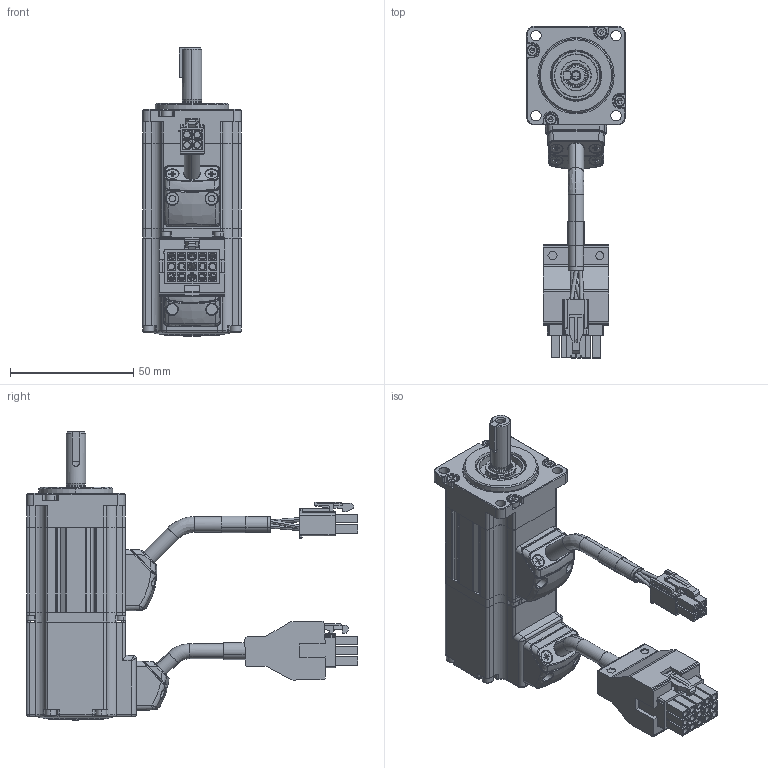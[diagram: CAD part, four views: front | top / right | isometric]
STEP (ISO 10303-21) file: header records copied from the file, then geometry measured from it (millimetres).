
FILE_DESCRIPTION (( 'STEP AP203' ), '1' );
FILE_NAME ('SM0401AE2-KCD-NNV15(-A).STEP', '2015-05-06T11:28:20', ( 'User' ), ( 'Microsoft' ), 'SwSTEP 2.0', 'SolidWorks 2007', '' );
FILE_SCHEMA (( 'CONFIG_CONTROL_DESIGN' ));
Length unit declared in the file: millimetre
Products named in the file (1): SM0401AE2-KCD-NNV15(-A)
Bounding box: 40 x 134.73 x 117 mm (x, y, z)
Surface area: 38850.1 mm2 (no closed solid volume)
Topology: 0 solids, 48 shells, 1125 faces, 3355 edges, 2221 vertices
Faces by surface type: plane 550, cylinder 318, cone 100, bspline 75, torus 64, sphere 18
Entity records: 41280 total; most frequent: CARTESIAN_POINT 11435, DIRECTION 6228, ORIENTED_EDGE 5804, EDGE_CURVE 3331, VERTEX_POINT 2221, VECTOR 2080, LINE 2080, AXIS2_PLACEMENT_3D 2074
